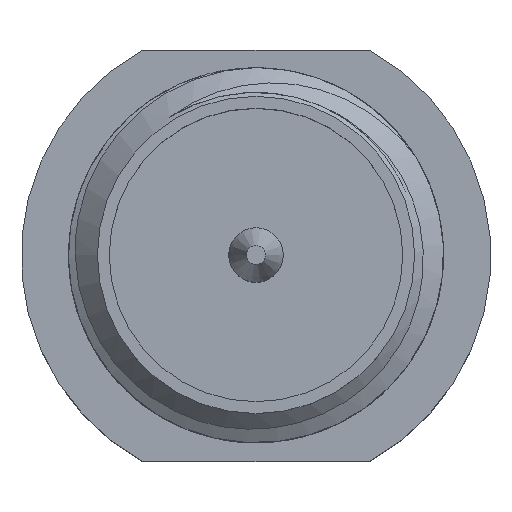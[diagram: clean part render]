
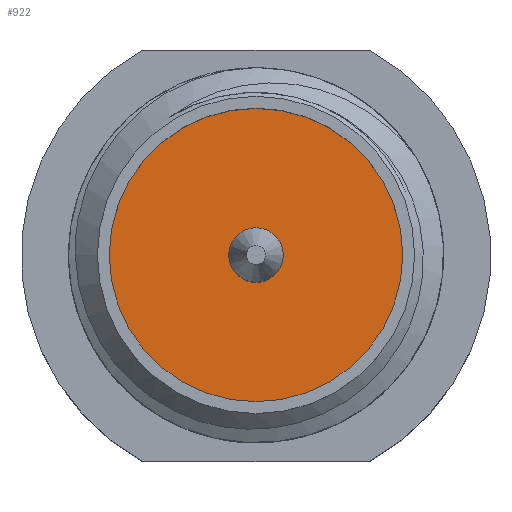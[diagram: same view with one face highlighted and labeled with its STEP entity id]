
A CAD part, top view. The second image highlights one B-rep face of the part: STEP entity #922.
In plain terms, the highlighted planar face has unit normal (0, 0, 1).
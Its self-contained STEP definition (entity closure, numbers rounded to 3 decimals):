
#84=CIRCLE('',#990,2.475);
#85=CIRCLE('',#992,0.46);
#210=ORIENTED_EDGE('',*,*,#326,.F.);
#211=ORIENTED_EDGE('',*,*,#327,.T.);
#326=EDGE_CURVE('',#396,#396,#84,.T.);
#327=EDGE_CURVE('',#397,#397,#85,.T.);
#396=VERTEX_POINT('',#2781);
#397=VERTEX_POINT('',#2784);
#494=EDGE_LOOP('',(#210));
#495=EDGE_LOOP('',(#211));
#556=FACE_BOUND('',#494,.T.);
#557=FACE_BOUND('',#495,.T.);
#583=PLANE('',#991);
#922=ADVANCED_FACE('',(#556,#557),#583,.F.);
#990=AXIS2_PLACEMENT_3D('',#2780,#1132,#1133);
#991=AXIS2_PLACEMENT_3D('',#2782,#1134,#1135);
#992=AXIS2_PLACEMENT_3D('',#2783,#1136,#1137);
#1132=DIRECTION('',(0.,0.,-1.));
#1133=DIRECTION('',(0.,1.,0.));
#1134=DIRECTION('',(0.,0.,-1.));
#1135=DIRECTION('',(-1.,0.,0.));
#1136=DIRECTION('',(0.,0.,-1.));
#1137=DIRECTION('',(0.,-1.,0.));
#2780=CARTESIAN_POINT('',(0.,0.,8.16));
#2781=CARTESIAN_POINT('',(0.,2.475,8.16));
#2782=CARTESIAN_POINT('',(0.,0.,8.16));
#2783=CARTESIAN_POINT('',(0.,0.,8.16));
#2784=CARTESIAN_POINT('',(0.,-0.46,8.16));
